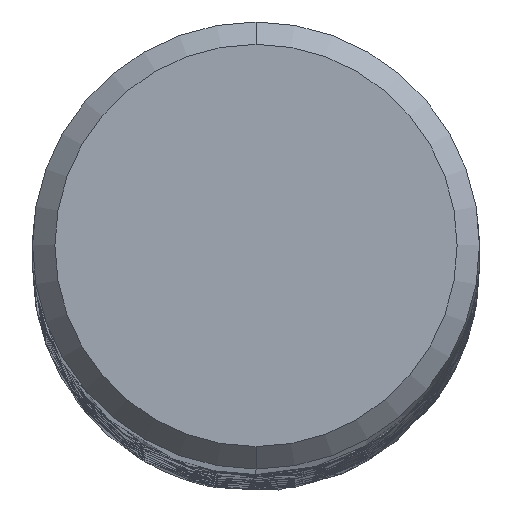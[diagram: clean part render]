
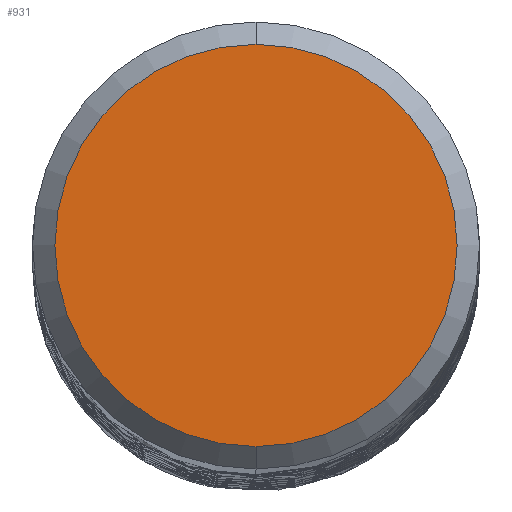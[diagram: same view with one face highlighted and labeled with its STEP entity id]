
A CAD part, top view. The second image highlights one B-rep face of the part: STEP entity #931.
In plain terms, the highlighted planar face has unit normal (0, 0, 1).
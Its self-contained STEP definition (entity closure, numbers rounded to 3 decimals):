
#743=EDGE_CURVE('',#927,#751,#1522,.T.);
#751=VERTEX_POINT('',#1531);
#921=EDGE_CURVE('',#751,#927,#1714,.T.);
#927=VERTEX_POINT('',#1720);
#931=ADVANCED_FACE('',(#1724),#1725,.T.);
#1522=CIRCLE('',#12461,4.5);
#1531=CARTESIAN_POINT('',(0.0,4.5,0.0));
#1714=CIRCLE('',#17966,4.5);
#1720=CARTESIAN_POINT('',(0.,-4.5,0.0));
#1724=FACE_OUTER_BOUND('',#17978,.T.);
#1725=PLANE('',#17979);
#12461=AXIS2_PLACEMENT_3D('',#23974,#23975,#23976);
#17966=AXIS2_PLACEMENT_3D('',#24183,#24184,#24185);
#17978=EDGE_LOOP('',(#24188,#24189));
#17979=AXIS2_PLACEMENT_3D('',#24190,#24191,#24192);
#23974=CARTESIAN_POINT('',(0.0,0.0,0.0));
#23975=DIRECTION('',(0.0,0.0,-1.0));
#23976=DIRECTION('',(0.0,1.0,0.0));
#24183=CARTESIAN_POINT('',(0.0,0.0,0.0));
#24184=DIRECTION('',(0.0,0.0,-1.0));
#24185=DIRECTION('',(0.0,1.0,0.0));
#24188=ORIENTED_EDGE('',*,*,#921,.F.);
#24189=ORIENTED_EDGE('',*,*,#743,.F.);
#24190=CARTESIAN_POINT('',(0.0,2.25,0.0));
#24191=DIRECTION('',(-0.0,0.0,1.0));
#24192=DIRECTION('',(0.0,-1.0,0.0));
